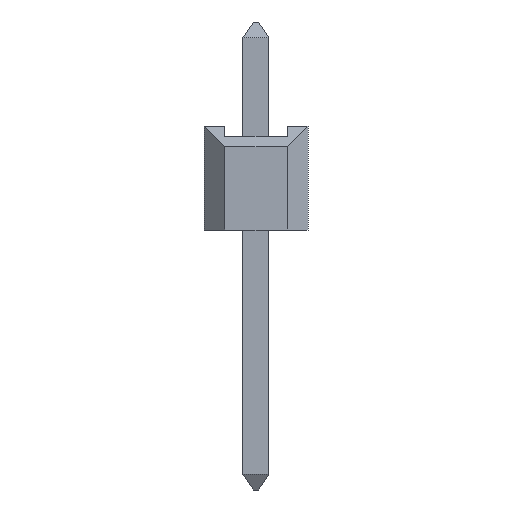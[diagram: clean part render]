
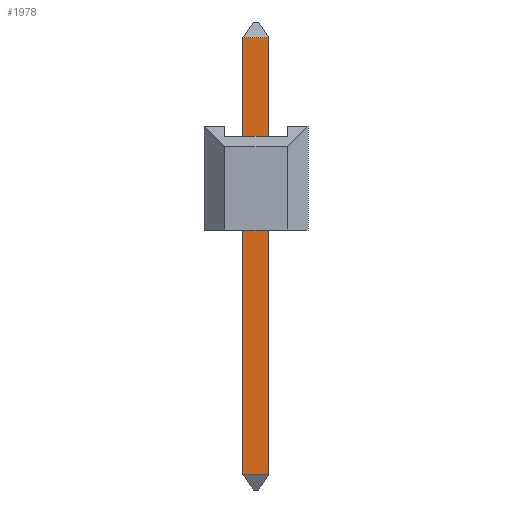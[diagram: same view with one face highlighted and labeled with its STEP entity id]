
A CAD part, front view. The second image highlights one B-rep face of the part: STEP entity #1978.
In plain terms, the highlighted planar face has unit normal (0, -1, 0).
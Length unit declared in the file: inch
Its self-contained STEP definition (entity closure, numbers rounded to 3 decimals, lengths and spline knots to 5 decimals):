
#1978=ADVANCED_FACE('',(#2444),#2216,.T.);
#2216=PLANE('',#5997);
#2444=FACE_OUTER_BOUND('',#2688,.T.);
#2688=EDGE_LOOP('',(#3507,#3508,#3509,#3510));
#3507=ORIENTED_EDGE('',*,*,#4563,.T.);
#3508=ORIENTED_EDGE('',*,*,#4571,.T.);
#3509=ORIENTED_EDGE('',*,*,#4568,.F.);
#3510=ORIENTED_EDGE('',*,*,#4572,.T.);
#4089=VERTEX_POINT('',#7847);
#4090=VERTEX_POINT('',#7849);
#4093=VERTEX_POINT('',#7859);
#4094=VERTEX_POINT('',#7860);
#4563=EDGE_CURVE('',#4090,#4089,#5109,.T.);
#4568=EDGE_CURVE('',#4093,#4094,#5114,.T.);
#4571=EDGE_CURVE('',#4089,#4094,#5117,.T.);
#4572=EDGE_CURVE('',#4093,#4090,#5118,.T.);
#5109=LINE('',#7848,#5655);
#5114=LINE('',#7858,#5660);
#5117=LINE('',#7864,#5663);
#5118=LINE('',#7865,#5664);
#5655=VECTOR('',#6754,1.);
#5660=VECTOR('',#6763,1.);
#5663=VECTOR('',#6768,1.);
#5664=VECTOR('',#6769,1.);
#5997=AXIS2_PLACEMENT_3D('',#7866,#6770,#6771);
#6754=DIRECTION('',(0.,0.,-1.));
#6763=DIRECTION('',(0.,0.,-1.));
#6768=DIRECTION('',(1.,0.,0.));
#6769=DIRECTION('',(-1.,0.,0.));
#6770=DIRECTION('',(0.,-1.,0.));
#6771=DIRECTION('',(0.,0.,-1.));
#7847=CARTESIAN_POINT('',(-0.0125,-0.0125,-0.235));
#7848=CARTESIAN_POINT('',(-0.0125,-0.0125,0.2));
#7849=CARTESIAN_POINT('',(-0.0125,-0.0125,0.185));
#7858=CARTESIAN_POINT('',(0.0125,-0.0125,0.2));
#7859=CARTESIAN_POINT('',(0.0125,-0.0125,0.185));
#7860=CARTESIAN_POINT('',(0.0125,-0.0125,-0.235));
#7864=CARTESIAN_POINT('',(0.0125,-0.0125,-0.235));
#7865=CARTESIAN_POINT('',(-0.0125,-0.0125,0.185));
#7866=CARTESIAN_POINT('',(0.0125,-0.0125,0.2));
